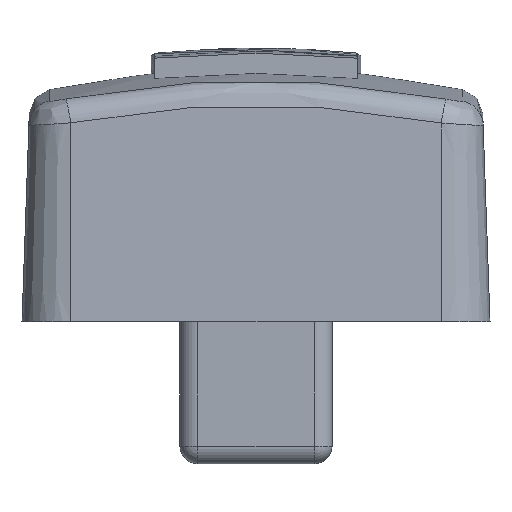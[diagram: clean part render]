
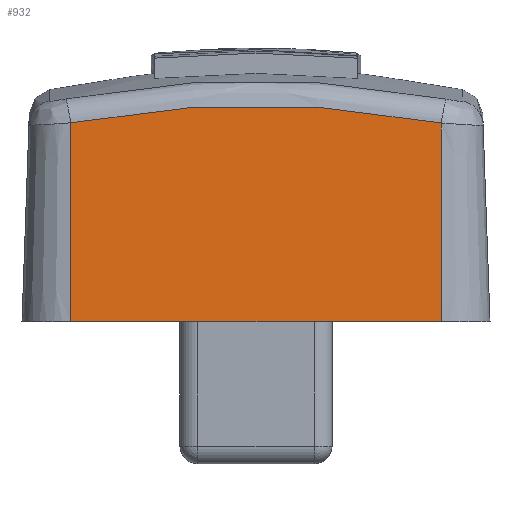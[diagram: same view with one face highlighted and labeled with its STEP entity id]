
A CAD part, left-side view. The second image highlights one B-rep face of the part: STEP entity #932.
In plain terms, the highlighted planar face has unit normal (-0.999, 0, 0.035).
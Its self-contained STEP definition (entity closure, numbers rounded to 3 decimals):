
#440=PLANE('',#3042);
#495=FACE_OUTER_BOUND('',#1132,.T.);
#689=LINE('',#4738,#817);
#690=LINE('',#4746,#818);
#691=LINE('',#4748,#819);
#817=VECTOR('',#3291,1.);
#818=VECTOR('',#3292,1.);
#819=VECTOR('',#3293,1.);
#932=ADVANCED_FACE('',(#495),#440,.T.);
#1132=EDGE_LOOP('',(#1419,#1420,#1421,#1422));
#1419=ORIENTED_EDGE('',*,*,#2515,.F.);
#1420=ORIENTED_EDGE('',*,*,#2516,.T.);
#1421=ORIENTED_EDGE('',*,*,#2517,.T.);
#1422=ORIENTED_EDGE('',*,*,#2518,.T.);
#2259=VERTEX_POINT('',#4739);
#2260=VERTEX_POINT('',#4740);
#2261=VERTEX_POINT('',#4745);
#2262=VERTEX_POINT('',#4747);
#2515=EDGE_CURVE('',#2259,#2260,#689,.T.);
#2516=EDGE_CURVE('',#2259,#2261,#2905,.T.);
#2517=EDGE_CURVE('',#2261,#2262,#690,.T.);
#2518=EDGE_CURVE('',#2262,#2260,#691,.T.);
#2905=B_SPLINE_CURVE_WITH_KNOTS('',3,(#4741,#4742,#4743,#4744),
 .UNSPECIFIED.,.F.,.F.,(4,4),(0.,1.),.UNSPECIFIED.);
#3042=AXIS2_PLACEMENT_3D('',#4749,#3294,#3295);
#3291=DIRECTION('',(-0.035,0.,-0.999));
#3292=DIRECTION('',(-0.035,0.,-0.999));
#3293=DIRECTION('',(0.,-1.,0.));
#3294=DIRECTION('',(-0.999,0.,0.035));
#3295=DIRECTION('',(0.035,0.,0.999));
#4738=CARTESIAN_POINT('',(-6.9,-3.65,0.));
#4739=CARTESIAN_POINT('',(-6.728,-3.65,4.924));
#4740=CARTESIAN_POINT('',(-6.865,-3.65,1.));
#4741=CARTESIAN_POINT('',(-6.728,-3.65,4.924));
#4742=CARTESIAN_POINT('',(-6.712,-1.235,5.39));
#4743=CARTESIAN_POINT('',(-6.712,1.234,5.392));
#4744=CARTESIAN_POINT('',(-6.728,3.65,4.928));
#4745=CARTESIAN_POINT('',(-6.728,3.65,4.928));
#4746=CARTESIAN_POINT('',(-6.9,3.65,0.));
#4747=CARTESIAN_POINT('',(-6.865,3.65,1.));
#4748=CARTESIAN_POINT('',(-6.865,3.65,1.));
#4749=CARTESIAN_POINT('',(-6.9,3.65,0.));
